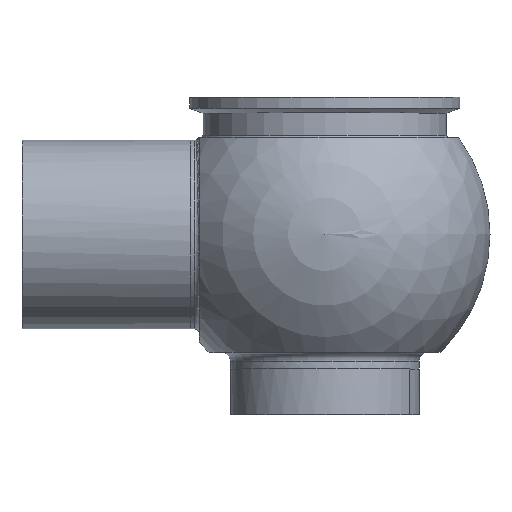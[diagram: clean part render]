
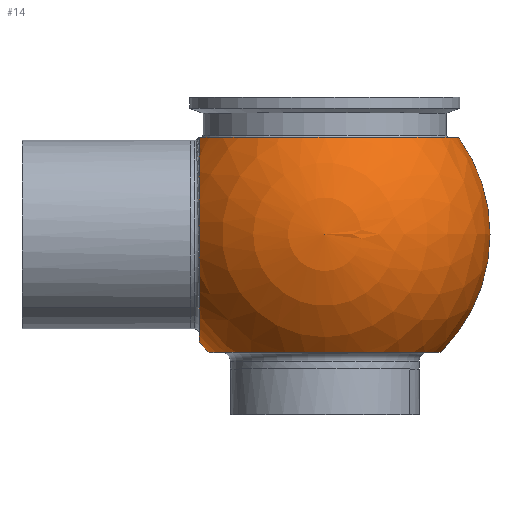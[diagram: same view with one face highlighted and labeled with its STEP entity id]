
A CAD part, top view. The second image highlights one B-rep face of the part: STEP entity #14.
In plain terms, the highlighted spherical face has radius 55.55 mm.
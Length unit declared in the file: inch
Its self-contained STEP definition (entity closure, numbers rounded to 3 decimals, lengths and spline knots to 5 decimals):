
#3 = AXIS2_PLACEMENT_3D ( 'NONE', #149, #607, #216 ) ;
#8 = VERTEX_POINT ( 'NONE', #285 ) ;
#13 = CIRCLE ( 'NONE', #845, 2.187 ) ;
#14 = ADVANCED_FACE ( 'NONE', ( #810 ), #276, .T. ) ;
#47 = CIRCLE ( 'NONE', #3, 2.187 ) ;
#62 = ORIENTED_EDGE ( 'NONE', *, *, #233, .F. ) ;
#77 = CARTESIAN_POINT ( 'NONE',  ( -1.661, -1.42269, 0. ) ) ;
#102 = CARTESIAN_POINT ( 'NONE',  ( 0., 0., 0. ) ) ;
#119 = DIRECTION ( 'NONE',  ( 0., 1., 0. ) ) ;
#127 = VERTEX_POINT ( 'NONE', #844 ) ;
#130 = DIRECTION ( 'NONE',  ( 1., 0., 0. ) ) ;
#149 = CARTESIAN_POINT ( 'NONE',  ( 0., 0., 0. ) ) ;
#166 = CARTESIAN_POINT ( 'NONE',  ( -1.661, 0., 0. ) ) ;
#193 = DIRECTION ( 'NONE',  ( 0., 1., 0. ) ) ;
#200 = EDGE_CURVE ( 'NONE', #701, #127, #326, .T. ) ;
#213 = CARTESIAN_POINT ( 'NONE',  ( -1.661, 1.285, 0.61059 ) ) ;
#216 = DIRECTION ( 'NONE',  ( 1., 0., 0. ) ) ;
#228 = CIRCLE ( 'NONE', #732, 1.42269 ) ;
#232 = DIRECTION ( 'NONE',  ( 0., -1., 0. ) ) ;
#233 = EDGE_CURVE ( 'NONE', #498, #678, #13, .T. ) ;
#276 = SPHERICAL_SURFACE ( 'NONE', #634, 2.187 ) ;
#285 = CARTESIAN_POINT ( 'NONE',  ( 1.53175, -1.561, 0. ) ) ;
#326 = CIRCLE ( 'NONE', #438, 1.76967 ) ;
#382 = ORIENTED_EDGE ( 'NONE', *, *, #636, .F. ) ;
#421 = CARTESIAN_POINT ( 'NONE',  ( 0., 0., 0. ) ) ;
#438 = AXIS2_PLACEMENT_3D ( 'NONE', #585, #193, #643 ) ;
#450 = CARTESIAN_POINT ( 'NONE',  ( -1.53175, -1.561, 0. ) ) ;
#462 = EDGE_CURVE ( 'NONE', #498, #8, #631, .T. ) ;
#498 = VERTEX_POINT ( 'NONE', #450 ) ;
#500 = EDGE_LOOP ( 'NONE', ( #62, #854, #799, #841, #382 ) ) ;
#515 = CARTESIAN_POINT ( 'NONE',  ( 0., -1.561, 0. ) ) ;
#564 = DIRECTION ( 'NONE',  ( 0., 0., -1. ) ) ;
#582 = DIRECTION ( 'NONE',  ( -1., 0., 0. ) ) ;
#585 = CARTESIAN_POINT ( 'NONE',  ( 0., 1.285, 0. ) ) ;
#607 = DIRECTION ( 'NONE',  ( 0., 0., 1. ) ) ;
#622 = DIRECTION ( 'NONE',  ( -1., 0., 0. ) ) ;
#623 = DIRECTION ( 'NONE',  ( -1., 0., 0. ) ) ;
#631 = CIRCLE ( 'NONE', #834, 1.53175 ) ;
#634 = AXIS2_PLACEMENT_3D ( 'NONE', #421, #685, #130 ) ;
#636 = EDGE_CURVE ( 'NONE', #678, #701, #228, .T. ) ;
#643 = DIRECTION ( 'NONE',  ( -1., 0., 0. ) ) ;
#678 = VERTEX_POINT ( 'NONE', #77 ) ;
#685 = DIRECTION ( 'NONE',  ( 0., 0., -1. ) ) ;
#701 = VERTEX_POINT ( 'NONE', #213 ) ;
#719 = EDGE_CURVE ( 'NONE', #8, #127, #47, .T. ) ;
#732 = AXIS2_PLACEMENT_3D ( 'NONE', #166, #623, #232 ) ;
#799 = ORIENTED_EDGE ( 'NONE', *, *, #719, .T. ) ;
#810 = FACE_OUTER_BOUND ( 'NONE', #500, .T. ) ;
#834 = AXIS2_PLACEMENT_3D ( 'NONE', #515, #119, #582 ) ;
#841 = ORIENTED_EDGE ( 'NONE', *, *, #200, .F. ) ;
#844 = CARTESIAN_POINT ( 'NONE',  ( 1.76967, 1.285, 0. ) ) ;
#845 = AXIS2_PLACEMENT_3D ( 'NONE', #102, #564, #622 ) ;
#854 = ORIENTED_EDGE ( 'NONE', *, *, #462, .T. ) ;
